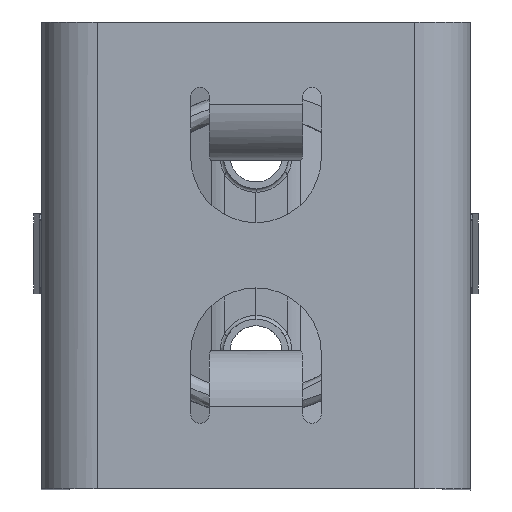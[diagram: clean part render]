
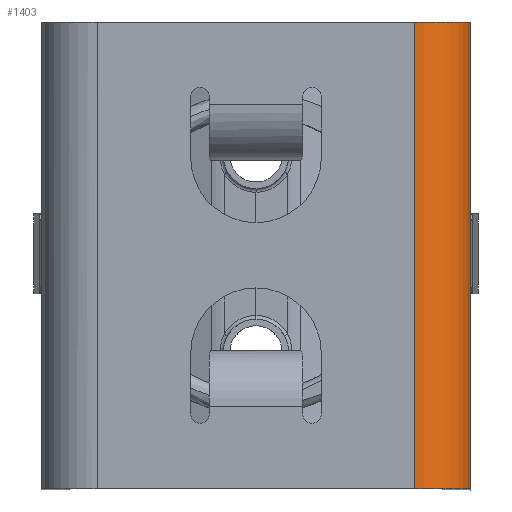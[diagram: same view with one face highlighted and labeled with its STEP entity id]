
A CAD part, top view. The second image highlights one B-rep face of the part: STEP entity #1403.
In plain terms, the highlighted cylindrical face has radius 3 mm (diameter 6 mm), a partial arc.
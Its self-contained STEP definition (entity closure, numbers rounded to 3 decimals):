
#1369=AXIS2_PLACEMENT_3D('Circle Axis2P3D',#1367,#1368,$) ;
#1383=AXIS2_PLACEMENT_3D('Cylinder Axis2P3D',#1380,#1381,#1382) ;
#1394=AXIS2_PLACEMENT_3D('Circle Axis2P3D',#1392,#1393,$) ;
#785=CARTESIAN_POINT('Vertex',(23.418,25.,42.)) ;
#1144=CARTESIAN_POINT('Line Origine',(23.418,12.5,42.)) ;
#1148=CARTESIAN_POINT('Vertex',(23.418,0.,42.)) ;
#1364=CARTESIAN_POINT('Vertex',(20.418,25.,45.)) ;
#1367=CARTESIAN_POINT('Axis2P3D Location',(20.418,25.,42.)) ;
#1380=CARTESIAN_POINT('Axis2P3D Location',(20.418,12.5,42.)) ;
#1385=CARTESIAN_POINT('Line Origine',(20.418,12.5,45.)) ;
#1389=CARTESIAN_POINT('Vertex',(20.418,0.,45.)) ;
#1392=CARTESIAN_POINT('Axis2P3D Location',(20.418,0.,42.)) ;
#1145=DIRECTION('Vector Direction',(0.,-1.,0.)) ;
#1368=DIRECTION('Axis2P3D Direction',(0.,1.,0.)) ;
#1381=DIRECTION('Axis2P3D Direction',(0.,-1.,0.)) ;
#1382=DIRECTION('Axis2P3D XDirection',(1.,0.,0.)) ;
#1386=DIRECTION('Vector Direction',(0.,-1.,0.)) ;
#1393=DIRECTION('Axis2P3D Direction',(0.,-1.,0.)) ;
#1146=VECTOR('Line Direction',#1145,1.) ;
#1387=VECTOR('Line Direction',#1386,1.) ;
#1398=ORIENTED_EDGE('',*,*,#1391,.T.) ;
#1399=ORIENTED_EDGE('',*,*,#1396,.F.) ;
#1400=ORIENTED_EDGE('',*,*,#1150,.T.) ;
#1401=ORIENTED_EDGE('',*,*,#1371,.T.) ;
#1403=ADVANCED_FACE('V1',(#1402),#1384,.T.) ;
#1370=CIRCLE('generated circle',#1369,3.) ;
#1395=CIRCLE('generated circle',#1394,3.) ;
#1384=CYLINDRICAL_SURFACE('generated cylinder',#1383,3.) ;
#1150=EDGE_CURVE('',#1149,#786,#1147,.F.) ;
#1371=EDGE_CURVE('',#786,#1365,#1370,.F.) ;
#1391=EDGE_CURVE('',#1365,#1390,#1388,.T.) ;
#1396=EDGE_CURVE('',#1149,#1390,#1395,.T.) ;
#1397=EDGE_LOOP('',(#1398,#1399,#1400,#1401)) ;
#1402=FACE_OUTER_BOUND('',#1397,.T.) ;
#1147=LINE('Line',#1144,#1146) ;
#1388=LINE('Line',#1385,#1387) ;
#786=VERTEX_POINT('',#785) ;
#1149=VERTEX_POINT('',#1148) ;
#1365=VERTEX_POINT('',#1364) ;
#1390=VERTEX_POINT('',#1389) ;
